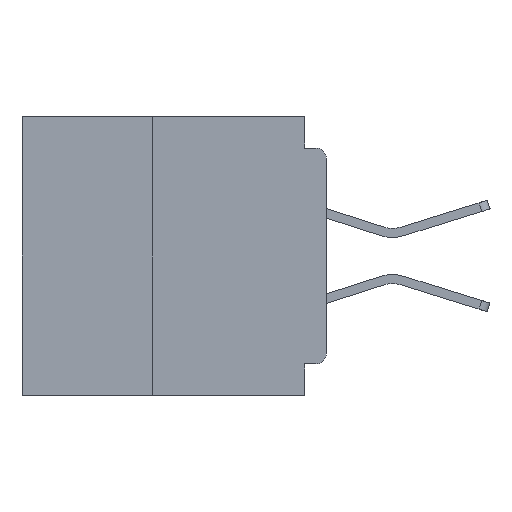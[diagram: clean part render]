
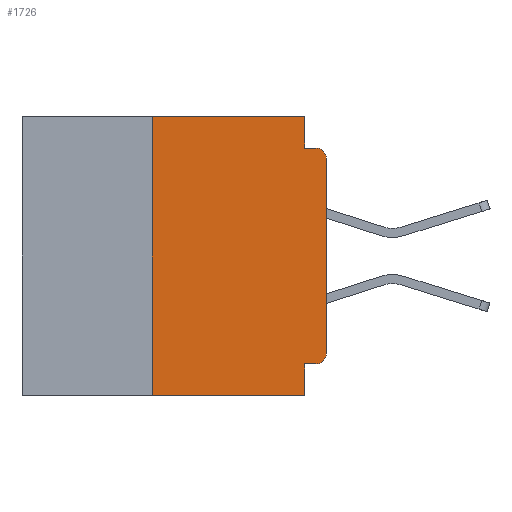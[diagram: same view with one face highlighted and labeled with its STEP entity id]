
A CAD part, left-side view. The second image highlights one B-rep face of the part: STEP entity #1726.
In plain terms, the highlighted planar face has unit normal (-1, 0, 0).
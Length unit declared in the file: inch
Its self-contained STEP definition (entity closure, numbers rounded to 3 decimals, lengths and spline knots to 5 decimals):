
#290 = EDGE_CURVE ( 'NONE', #37994, #6948, #30002, .T. ) ;
#746 = DIRECTION ( 'NONE',  ( 0., 0., -1. ) ) ;
#802 = AXIS2_PLACEMENT_3D ( 'NONE', #23389, #997, #27148 ) ;
#997 = DIRECTION ( 'NONE',  ( -1., 0., 0. ) ) ;
#1262 = LINE ( 'NONE', #19635, #11313 ) ;
#1271 = DIRECTION ( 'NONE',  ( 0., 0., -1. ) ) ;
#1331 = DIRECTION ( 'NONE',  ( -1., 0., 0. ) ) ;
#1426 = CARTESIAN_POINT ( 'NONE',  ( 0., 0.015, -0.34 ) ) ;
#1443 = VECTOR ( 'NONE', #4182, 39.37008 ) ;
#1726 = ADVANCED_FACE ( 'NONE', ( #15309 ), #8244, .F. ) ;
#2669 = LINE ( 'NONE', #28028, #11529 ) ;
#3486 = CIRCLE ( 'NONE', #802, 0.015 ) ;
#3829 = CARTESIAN_POINT ( 'NONE',  ( 0., 0.437, 0. ) ) ;
#4142 = DIRECTION ( 'NONE',  ( 1., 0., 0. ) ) ;
#4182 = DIRECTION ( 'NONE',  ( 0., 0., -1. ) ) ;
#5239 = CARTESIAN_POINT ( 'NONE',  ( 0., 0.437, 0. ) ) ;
#5695 = DIRECTION ( 'NONE',  ( 0., 0., -1. ) ) ;
#5811 = VERTEX_POINT ( 'NONE', #14789 ) ;
#5889 = VECTOR ( 'NONE', #35497, 39.37008 ) ;
#6607 = EDGE_CURVE ( 'NONE', #40790, #22660, #12656, .T. ) ;
#6640 = CARTESIAN_POINT ( 'NONE',  ( 0., 0.031, -0.355 ) ) ;
#6948 = VERTEX_POINT ( 'NONE', #28654 ) ;
#8244 = PLANE ( 'NONE',  #25587 ) ;
#9054 = DIRECTION ( 'NONE',  ( 0., -1., 0. ) ) ;
#9158 = EDGE_CURVE ( 'NONE', #47869, #22660, #1262, .T. ) ;
#9519 = EDGE_CURVE ( 'NONE', #6948, #12753, #44272, .T. ) ;
#9557 = CARTESIAN_POINT ( 'NONE',  ( 0., 0.25, -0.4 ) ) ;
#9758 = DIRECTION ( 'NONE',  ( 0., -1., 0. ) ) ;
#10335 = CARTESIAN_POINT ( 'NONE',  ( 0., 0.031, -0.045 ) ) ;
#10479 = EDGE_CURVE ( 'NONE', #12753, #40595, #3486, .T. ) ;
#10542 = EDGE_LOOP ( 'NONE', ( #30671, #17493, #32002, #37204, #17775, #38029, #32856, #37475, #17241, #19002 ) ) ;
#11313 = VECTOR ( 'NONE', #45463, 39.37008 ) ;
#11529 = VECTOR ( 'NONE', #5695, 39.37008 ) ;
#12656 = LINE ( 'NONE', #19102, #1443 ) ;
#12753 = VERTEX_POINT ( 'NONE', #33511 ) ;
#14789 = CARTESIAN_POINT ( 'NONE',  ( 0., 0.25, 0. ) ) ;
#15309 = FACE_OUTER_BOUND ( 'NONE', #10542, .T. ) ;
#15970 = LINE ( 'NONE', #5239, #44328 ) ;
#16658 = EDGE_CURVE ( 'NONE', #47869, #5811, #45317, .T. ) ;
#17241 = ORIENTED_EDGE ( 'NONE', *, *, #17934, .F. ) ;
#17260 = DIRECTION ( 'NONE',  ( 0., 1., 0. ) ) ;
#17493 = ORIENTED_EDGE ( 'NONE', *, *, #10479, .T. ) ;
#17775 = ORIENTED_EDGE ( 'NONE', *, *, #33740, .F. ) ;
#17934 = EDGE_CURVE ( 'NONE', #37994, #40790, #38888, .T. ) ;
#18011 = CARTESIAN_POINT ( 'NONE',  ( 0., 0., 0. ) ) ;
#19002 = ORIENTED_EDGE ( 'NONE', *, *, #290, .T. ) ;
#19102 = CARTESIAN_POINT ( 'NONE',  ( 0., 0.031, -0.4 ) ) ;
#19125 = EDGE_CURVE ( 'NONE', #29173, #23075, #2669, .T. ) ;
#19197 = VECTOR ( 'NONE', #17260, 39.37008 ) ;
#19635 = CARTESIAN_POINT ( 'NONE',  ( 0., 0.437, -0.4 ) ) ;
#20373 = CARTESIAN_POINT ( 'NONE',  ( 0., 0.015, -0.045 ) ) ;
#22660 = VERTEX_POINT ( 'NONE', #34001 ) ;
#22925 = CARTESIAN_POINT ( 'NONE',  ( 0., 0.031, 0. ) ) ;
#23045 = CARTESIAN_POINT ( 'NONE',  ( 0., 0.25, -0.4 ) ) ;
#23075 = VERTEX_POINT ( 'NONE', #10335 ) ;
#23389 = CARTESIAN_POINT ( 'NONE',  ( 0., 0.015, -0.06 ) ) ;
#24634 = VECTOR ( 'NONE', #43870, 39.37008 ) ;
#24730 = CARTESIAN_POINT ( 'NONE',  ( 0., 0., -0.355 ) ) ;
#25587 = AXIS2_PLACEMENT_3D ( 'NONE', #3829, #4142, #746 ) ;
#26262 = LINE ( 'NONE', #28269, #34966 ) ;
#27148 = DIRECTION ( 'NONE',  ( 0., 0., -1. ) ) ;
#28028 = CARTESIAN_POINT ( 'NONE',  ( 0., 0.031, 0. ) ) ;
#28269 = CARTESIAN_POINT ( 'NONE',  ( 0., 0., -0.045 ) ) ;
#28654 = CARTESIAN_POINT ( 'NONE',  ( 0., 0., -0.34 ) ) ;
#29173 = VERTEX_POINT ( 'NONE', #22925 ) ;
#30002 = CIRCLE ( 'NONE', #40093, 0.015 ) ;
#30671 = ORIENTED_EDGE ( 'NONE', *, *, #9519, .T. ) ;
#32002 = ORIENTED_EDGE ( 'NONE', *, *, #35308, .F. ) ;
#32856 = ORIENTED_EDGE ( 'NONE', *, *, #9158, .T. ) ;
#33511 = CARTESIAN_POINT ( 'NONE',  ( 0., 0., -0.06 ) ) ;
#33740 = EDGE_CURVE ( 'NONE', #5811, #29173, #15970, .T. ) ;
#34001 = CARTESIAN_POINT ( 'NONE',  ( 0., 0.031, -0.4 ) ) ;
#34966 = VECTOR ( 'NONE', #9758, 39.37008 ) ;
#35308 = EDGE_CURVE ( 'NONE', #23075, #40595, #26262, .T. ) ;
#35497 = DIRECTION ( 'NONE',  ( 0., 0., 1. ) ) ;
#37204 = ORIENTED_EDGE ( 'NONE', *, *, #19125, .F. ) ;
#37475 = ORIENTED_EDGE ( 'NONE', *, *, #6607, .F. ) ;
#37994 = VERTEX_POINT ( 'NONE', #40016 ) ;
#38029 = ORIENTED_EDGE ( 'NONE', *, *, #16658, .F. ) ;
#38888 = LINE ( 'NONE', #24730, #19197 ) ;
#40016 = CARTESIAN_POINT ( 'NONE',  ( 0., 0.015, -0.355 ) ) ;
#40093 = AXIS2_PLACEMENT_3D ( 'NONE', #1426, #1331, #1271 ) ;
#40595 = VERTEX_POINT ( 'NONE', #20373 ) ;
#40790 = VERTEX_POINT ( 'NONE', #6640 ) ;
#43870 = DIRECTION ( 'NONE',  ( 0., 0., 1. ) ) ;
#44272 = LINE ( 'NONE', #18011, #24634 ) ;
#44328 = VECTOR ( 'NONE', #9054, 39.37008 ) ;
#45317 = LINE ( 'NONE', #9557, #5889 ) ;
#45463 = DIRECTION ( 'NONE',  ( 0., -1., 0. ) ) ;
#47869 = VERTEX_POINT ( 'NONE', #23045 ) ;
